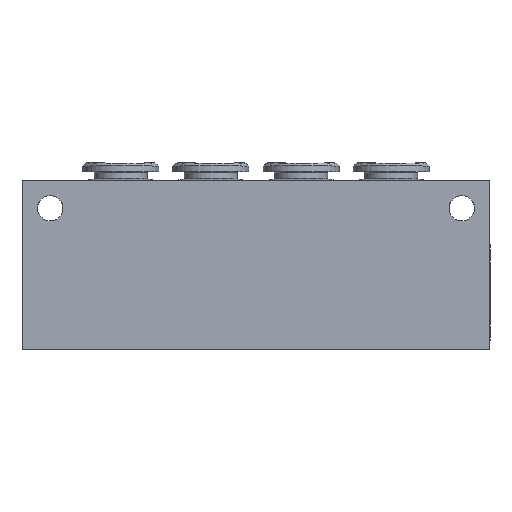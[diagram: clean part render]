
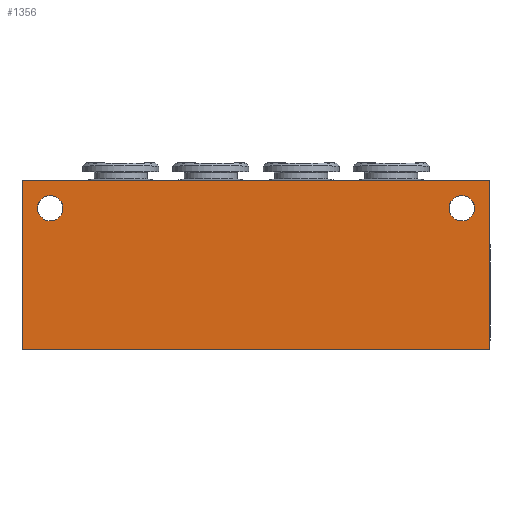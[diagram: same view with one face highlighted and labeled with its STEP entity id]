
A CAD part, top view. The second image highlights one B-rep face of the part: STEP entity #1356.
In plain terms, the highlighted planar face has unit normal (0, 0, 1).
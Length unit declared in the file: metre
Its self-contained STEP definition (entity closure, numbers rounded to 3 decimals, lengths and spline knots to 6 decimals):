
#1356 = ADVANCED_FACE( 'NONE', ( #2922, #2923, #2924 ), #2925, .F. );
#2922 = FACE_OUTER_BOUND( '', #9760, .T. );
#2923 = FACE_BOUND( '', #9761, .T. );
#2924 = FACE_BOUND( '', #9762, .T. );
#2925 = PLANE( '', #9763 );
#9760 = EDGE_LOOP( '', ( #14560, #14561, #14562, #14563 ) );
#9761 = EDGE_LOOP( '', ( #14564 ) );
#9762 = EDGE_LOOP( '', ( #14565 ) );
#9763 = AXIS2_PLACEMENT_3D( '', #14566, #14567, #14568 );
#14560 = ORIENTED_EDGE( '', *, *, #15911, .T. );
#14561 = ORIENTED_EDGE( '', *, *, #16013, .F. );
#14562 = ORIENTED_EDGE( '', *, *, #16887, .F. );
#14563 = ORIENTED_EDGE( '', *, *, #16924, .T. );
#14564 = ORIENTED_EDGE( '', *, *, #16381, .T. );
#14565 = ORIENTED_EDGE( '', *, *, #16978, .F. );
#14566 = CARTESIAN_POINT( '', ( 0.0415, 0.015, 0.01 ) );
#14567 = DIRECTION( '', ( 0., 0., -1. ) );
#14568 = DIRECTION( '', ( -1., 0., 0. ) );
#15911 = EDGE_CURVE( 'NONE', #18115, #18113, #18116, .T. );
#16013 = EDGE_CURVE( 'NONE', #18278, #18113, #18280, .T. );
#16381 = EDGE_CURVE( 'NONE', #18841, #18841, #18842, .T. );
#16887 = EDGE_CURVE( 'NONE', #19519, #18278, #19521, .T. );
#16924 = EDGE_CURVE( 'NONE', #19519, #18115, #19562, .T. );
#16978 = EDGE_CURVE( 'NONE', #19623, #19623, #19624, .T. );
#18113 = VERTEX_POINT( 'NONE', #23338 );
#18115 = VERTEX_POINT( 'NONE', #23341 );
#18116 = LINE( '', #23342, #23343 );
#18278 = VERTEX_POINT( 'NONE', #23903 );
#18280 = LINE( '', #23906, #23907 );
#18841 = VERTEX_POINT( '', #26142 );
#18842 = CIRCLE( '', #26143, 0.00225 );
#19519 = VERTEX_POINT( 'NONE', #28926 );
#19521 = LINE( '', #28929, #28930 );
#19562 = LINE( '', #29099, #29100 );
#19623 = VERTEX_POINT( '', #29365 );
#19624 = CIRCLE( '', #29366, 0.00225 );
#23338 = CARTESIAN_POINT( '', ( -0.0415, -0.015, 0.01 ) );
#23341 = CARTESIAN_POINT( '', ( -0.0415, 0.015, 0.01 ) );
#23342 = CARTESIAN_POINT( '', ( -0.0415, 0.015, 0.01 ) );
#23343 = VECTOR( '', #30088, 1. );
#23903 = CARTESIAN_POINT( '', ( 0.0415, -0.015, 0.01 ) );
#23906 = CARTESIAN_POINT( '', ( 0.0415, -0.015, 0.01 ) );
#23907 = VECTOR( '', #30159, 1. );
#26142 = CARTESIAN_POINT( '', ( 0.03425, 0.01, 0.01 ) );
#26143 = AXIS2_PLACEMENT_3D( '', #30354, #30355, #30356 );
#28926 = CARTESIAN_POINT( '', ( 0.0415, 0.015, 0.01 ) );
#28929 = CARTESIAN_POINT( '', ( 0.0415, 0.015, 0.01 ) );
#28930 = VECTOR( '', #30634, 1. );
#29099 = CARTESIAN_POINT( '', ( 0.0415, 0.015, 0.01 ) );
#29100 = VECTOR( '', #30646, 1. );
#29365 = CARTESIAN_POINT( '', ( -0.03425, 0.01, 0.01 ) );
#29366 = AXIS2_PLACEMENT_3D( '', #30671, #30672, #30673 );
#30088 = DIRECTION( '', ( 0., -1., 0. ) );
#30159 = DIRECTION( '', ( -1., 0., 0. ) );
#30354 = CARTESIAN_POINT( '', ( 0.0365, 0.01, 0.01 ) );
#30355 = DIRECTION( '', ( 0., 0., -1. ) );
#30356 = DIRECTION( '', ( -1., 0., 0. ) );
#30634 = DIRECTION( '', ( 0., -1., 0. ) );
#30646 = DIRECTION( '', ( -1., 0., 0. ) );
#30671 = CARTESIAN_POINT( '', ( -0.0365, 0.01, 0.01 ) );
#30672 = DIRECTION( '', ( 0., 0., 1. ) );
#30673 = DIRECTION( '', ( 1., 0., 0. ) );
